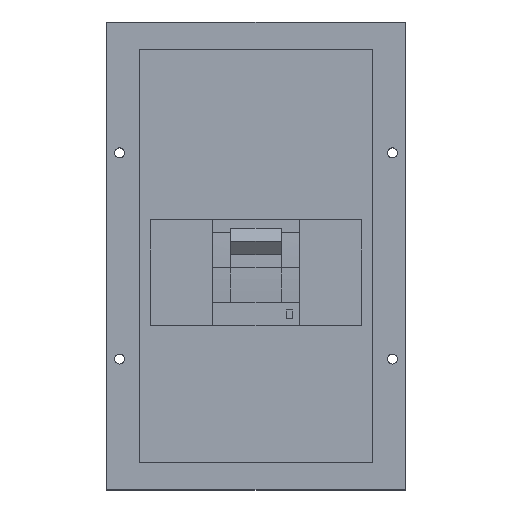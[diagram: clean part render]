
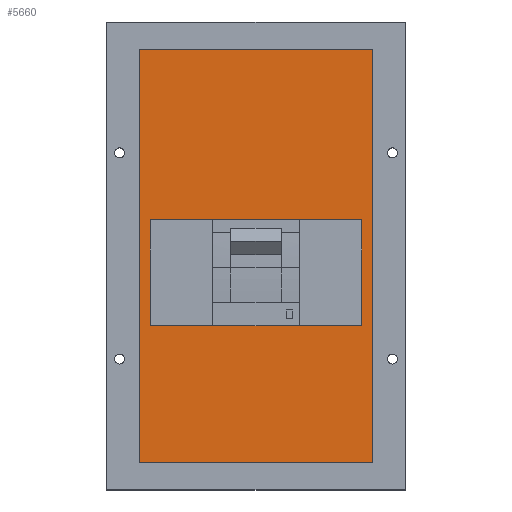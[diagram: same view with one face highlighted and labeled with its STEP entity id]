
A CAD part, top view. The second image highlights one B-rep face of the part: STEP entity #5660.
In plain terms, the highlighted planar face has unit normal (0, 0, 1).
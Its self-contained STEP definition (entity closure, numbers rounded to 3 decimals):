
#4340=CARTESIAN_POINT('',(239.,395.,-43.398));
#4350=VERTEX_POINT('',#4340);
#4430=CARTESIAN_POINT('',(239.,25.,-43.398));
#4440=VERTEX_POINT('',#4430);
#4470=CARTESIAN_POINT('',(239.,0.,-43.398));
#4480=DIRECTION('',(0.,1.,0.));
#4490=VECTOR('',#4480,1.);
#4500=LINE('',#4470,#4490);
#4510=EDGE_CURVE('',#4440,#4350,#4500,.T.);
#4650=CARTESIAN_POINT('',(29.,25.,-43.398));
#4660=VERTEX_POINT('',#4650);
#4740=CARTESIAN_POINT('',(29.,395.,-43.398));
#4750=VERTEX_POINT('',#4740);
#4780=CARTESIAN_POINT('',(29.,0.,-43.398));
#4790=DIRECTION('',(0.,-1.,0.));
#4800=VECTOR('',#4790,1.);
#4810=LINE('',#4780,#4800);
#4820=EDGE_CURVE('',#4750,#4660,#4810,.T.);
#4950=CARTESIAN_POINT('',(0.,25.,-43.398));
#4960=DIRECTION('',(1.,0.,0.));
#4970=VECTOR('',#4960,1.);
#4980=LINE('',#4950,#4970);
#4990=EDGE_CURVE('',#4660,#4440,#4980,.T.);
#5120=CARTESIAN_POINT('',(0.,395.,-43.398));
#5130=DIRECTION('',(-1.,0.,0.));
#5140=VECTOR('',#5130,1.);
#5150=LINE('',#5120,#5140);
#5160=EDGE_CURVE('',#4350,#4750,#5150,.T.);
#5210=CARTESIAN_POINT('',(-26.8,242.5,-43.398));
#5220=DIRECTION('',(0.,0.,-1.));
#5230=DIRECTION('',(0.,-1.,0.));
#5240=AXIS2_PLACEMENT_3D('',#5210,#5220,#5230);
#5250=PLANE('',#5240);
#5260=ORIENTED_EDGE('',*,*,#5160,.T.);
#5270=ORIENTED_EDGE('',*,*,#4510,.T.);
#5280=ORIENTED_EDGE('',*,*,#4990,.T.);
#5290=ORIENTED_EDGE('',*,*,#4820,.T.);
#5300=EDGE_LOOP('',(#5290,#5280,#5270,#5260));
#5310=FACE_OUTER_BOUND('',#5300,.T.);
#5320=CARTESIAN_POINT('',(39.,0.,-43.398));
#5330=DIRECTION('',(0.,1.,0.));
#5340=VECTOR('',#5330,1.);
#5350=LINE('',#5320,#5340);
#5360=CARTESIAN_POINT('',(39.,147.5,-43.398));
#5370=VERTEX_POINT('',#5360);
#5380=CARTESIAN_POINT('',(39.,242.5,-43.398));
#5390=VERTEX_POINT('',#5380);
#5400=EDGE_CURVE('',#5370,#5390,#5350,.T.);
#5410=ORIENTED_EDGE('',*,*,#5400,.T.);
#5420=CARTESIAN_POINT('',(0.,147.5,-43.398));
#5430=DIRECTION('',(-1.,0.,0.));
#5440=VECTOR('',#5430,1.);
#5450=LINE('',#5420,#5440);
#5460=CARTESIAN_POINT('',(229.,147.5,-43.398));
#5470=VERTEX_POINT('',#5460);
#5480=EDGE_CURVE('',#5470,#5370,#5450,.T.);
#5490=ORIENTED_EDGE('',*,*,#5480,.T.);
#5500=CARTESIAN_POINT('',(229.,0.,-43.398));
#5510=DIRECTION('',(0.,-1.,0.));
#5520=VECTOR('',#5510,1.);
#5530=LINE('',#5500,#5520);
#5540=CARTESIAN_POINT('',(229.,242.5,-43.398));
#5550=VERTEX_POINT('',#5540);
#5560=EDGE_CURVE('',#5550,#5470,#5530,.T.);
#5570=ORIENTED_EDGE('',*,*,#5560,.T.);
#5580=CARTESIAN_POINT('',(0.,242.5,-43.398));
#5590=DIRECTION('',(1.,0.,0.));
#5600=VECTOR('',#5590,1.);
#5610=LINE('',#5580,#5600);
#5620=EDGE_CURVE('',#5390,#5550,#5610,.T.);
#5630=ORIENTED_EDGE('',*,*,#5620,.T.);
#5640=EDGE_LOOP('',(#5630,#5570,#5490,#5410));
#5650=FACE_BOUND('',#5640,.T.);
#5660=ADVANCED_FACE('',(#5310,#5650),#5250,.F.);
